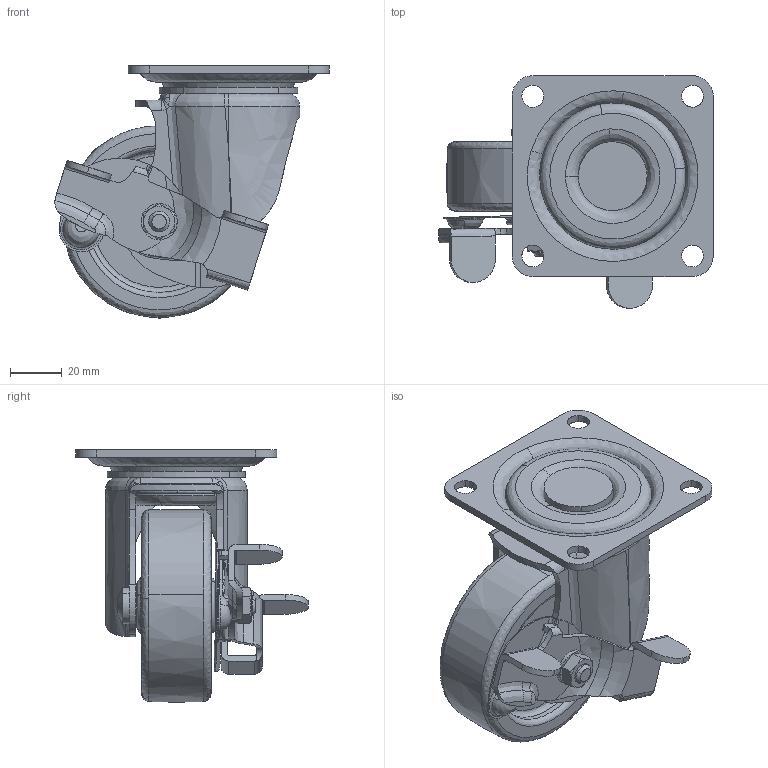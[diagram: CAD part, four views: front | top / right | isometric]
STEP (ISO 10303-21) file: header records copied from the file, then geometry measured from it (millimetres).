
FILE_DESCRIPTION((''),'2;1');
FILE_NAME('','2006-01-18T12:39:28',(''),(''),'','CADfix','');
FILE_SCHEMA(('AUTOMOTIVE_DESIGN'));
Length unit declared in the file: millimetre
Products named in the file (8): lever; plate; wheel; mounting plate; main shaft; body; axle; No_106JH_PS_622_36
Assembly tree (7 placements, depth 2):
  No_106JH_PS_622_36
    lever
    plate
    wheel
    mounting plate
    main shaft
    body
    axle
Bounding box: 106.49 x 90.21 x 98 mm (x, y, z)
Volume: 175854.7 mm3; surface area: 70339.7 mm2
Topology: 7 solids, 7 shells, 409 faces, 1308 edges, 931 vertices
Faces by surface type: bspline 409
Entity records: 26403 total; most frequent: CARTESIAN_POINT 18616, ORIENTED_EDGE 2608, EDGE_CURVE 1304, B_SPLINE_CURVE_WITH_KNOTS 962, VERTEX_POINT 931, EDGE_LOOP 453, FACE_OUTER_BOUND 409, ADVANCED_FACE 409
